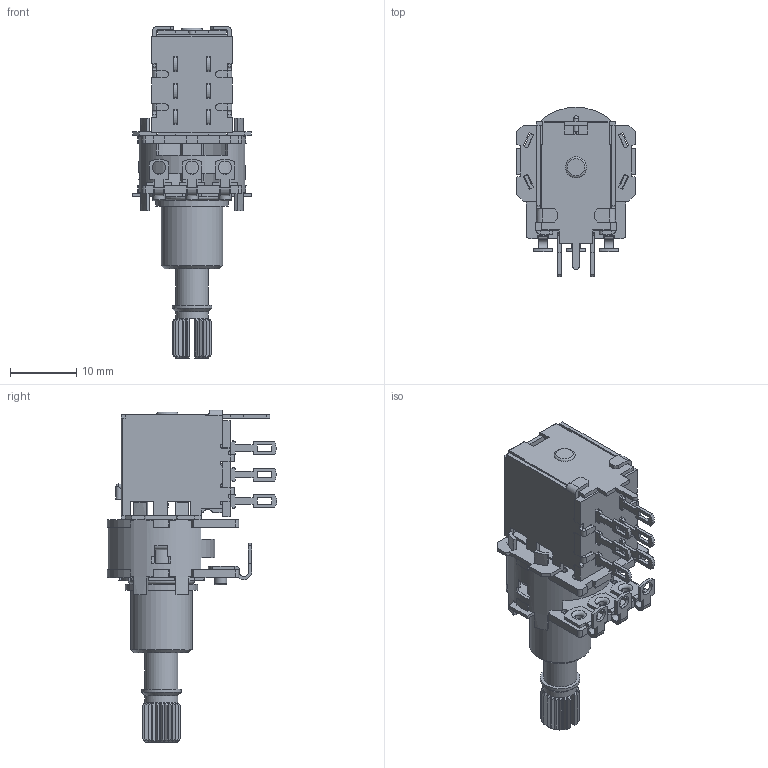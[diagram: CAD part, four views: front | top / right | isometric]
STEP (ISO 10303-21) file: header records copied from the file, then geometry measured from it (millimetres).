
FILE_DESCRIPTION((''),'2;1');
FILE_NAME('K16110U03K.stp','2014-02-17T14:45:07',('jia'),(''),'Autodesk Inventor 2011','Autodesk Inventor 2011','');
FILE_SCHEMA(('AUTOMOTIVE_DESIGN { 1 0 10303 214 1 1 1 1 }'));
Length unit declared in the file: millimetre
Products named in the file (15): K16110U02K; 軸受 1; 前側板 1; 基板 1; 外蓋; SW block 2.0.iam (~1); 單梢 - 1; 絕緣板 1; UER11A35 2; 2M220340 端子; 2M220340 端子_MIR; 2M220340 端子_MIR_MIR; 直端子(接線) 1; 直端子(接線) 1_1; K軸 24山 1
Assembly tree (15 placements, depth 3):
  K16110U02K
    軸受 1
    前側板 1
    基板 1  x2
    外蓋
    SW block 2.0.iam (~1)
      單梢 - 1
      絕緣板 1
      UER11A35 2
    2M220340 端子
    2M220340 端子_MIR
    2M220340 端子_MIR_MIR
    直端子(接線) 1
    直端子(接線) 1_1
    K軸 24山 1
Bounding box: 18.1 x 25.69 x 50.3 mm (x, y, z)
Volume: 2683.6 mm3; surface area: 6854.5 mm2
Topology: 14 solids, 14 shells, 910 faces, 2547 edges, 1668 vertices
Faces by surface type: plane 692, cylinder 190, torus 14, cone 9, sphere 3, bspline 2
Full cylindrical faces by diameter (mm): 0.8 x4, 0.9 x5, 1.25 x3, 1.3 x1, 1.85 x3, 1.9 x6, 2 x4, 3 x1, 3.45 x1, 5 x2, 5.01 x1, 6 x2, 7.5 x1, 9.3 x1, 11 x1, 15.2 x1, 16.2 x1
Entity records: 28577 total; most frequent: CARTESIAN_POINT 5778, ORIENTED_EDGE 4718, DIRECTION 4508, EDGE_CURVE 2359, VECTOR 1782, LINE 1782, VERTEX_POINT 1573, AXIS2_PLACEMENT_3D 1363
